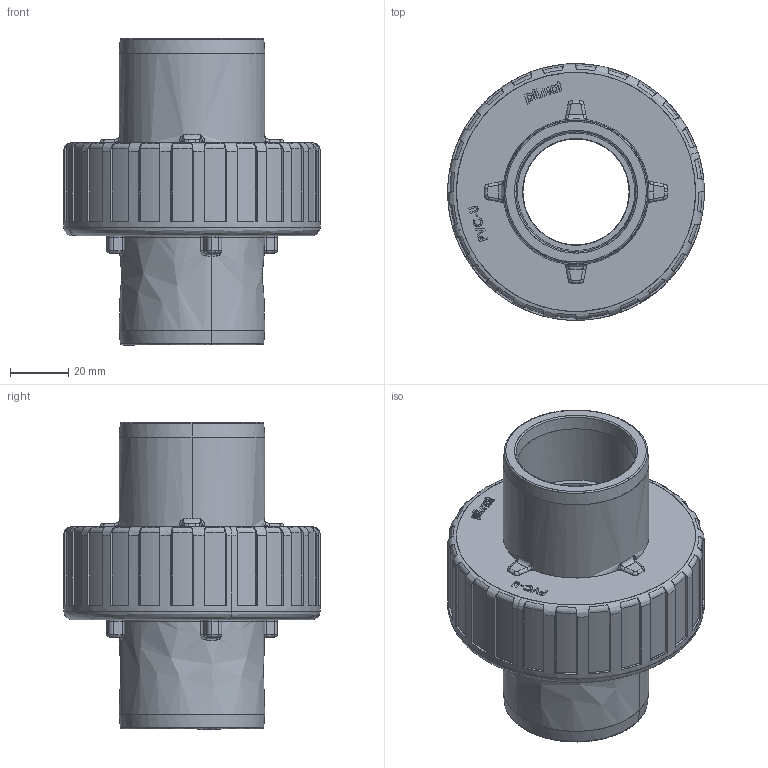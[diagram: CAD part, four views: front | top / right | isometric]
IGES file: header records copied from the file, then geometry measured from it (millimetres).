
Start section: SolidWorks IGES file using NURBS representation for surfaces
Global section: file name: 01 05 1319 015.IGS; native system: SolidWorks 2020; preprocessor: SolidWorks 2020; author: FRodrigues; date: 210422.160112; units: millimetre
Bounding box: 88 x 88 x 105.3 mm (x, y, z)
Surface area: 43150.9 mm2 (no closed solid volume)
Topology: 0 solids, 0 shells, 590 faces, 6068 edges, 6060 vertices
Faces by surface type: bspline 590
